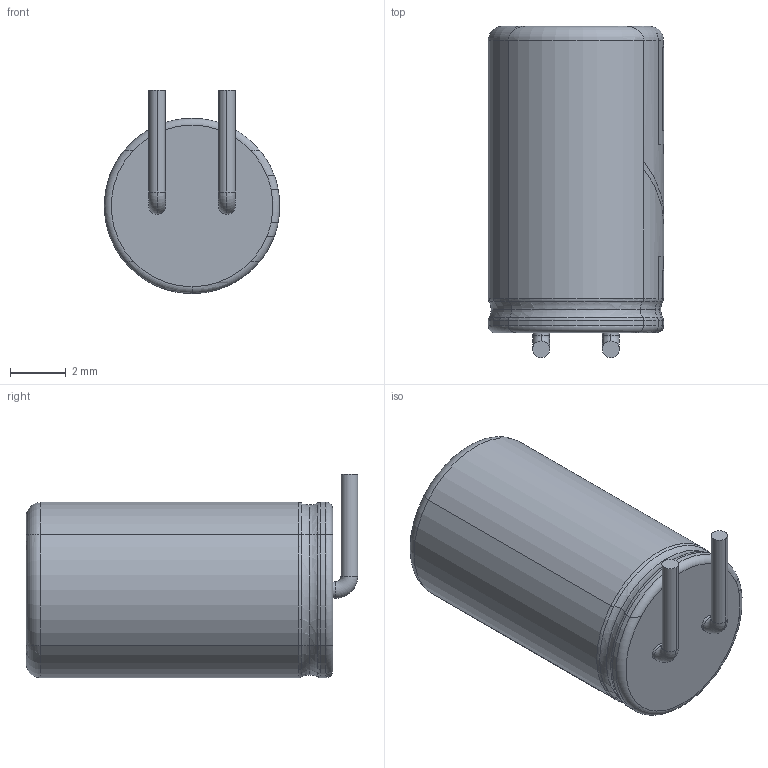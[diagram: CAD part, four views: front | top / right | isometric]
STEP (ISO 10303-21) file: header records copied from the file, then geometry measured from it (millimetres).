
FILE_DESCRIPTION (( 'STEP AP214' ), '1' );
FILE_NAME ('C DIP 6.3x11 P=2.5 H POLARITY.STEP', '2014-05-27T12:29:02', ( 'Master' ), ( '' ), 'SwSTEP 2.0', 'SolidWorks 2013', '' );
FILE_SCHEMA (( 'AUTOMOTIVE_DESIGN' ));
Length unit declared in the file: millimetre
Products named in the file (1): C DIP 6.3x11 P=2.5 H POLARITY
Bounding box: 6.3 x 11.9 x 7.3 mm (x, y, z)
Volume: 341.8 mm3; surface area: 292.4 mm2
Topology: 1 solids, 1 shells, 93 faces, 205 edges, 117 vertices
Faces by surface type: torus 55, cylinder 30, plane 8
Entity records: 3601 total; most frequent: CARTESIAN_POINT 676, DIRECTION 458, ORIENTED_EDGE 410, AXIS2_PLACEMENT_3D 209, EDGE_CURVE 205, VERTEX_POINT 117, CIRCLE 115, EDGE_LOOP 96
